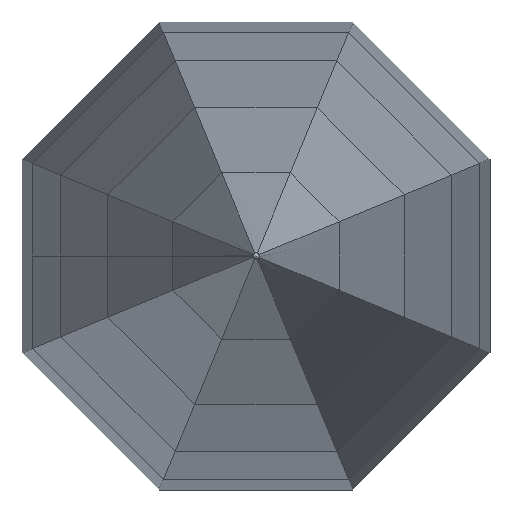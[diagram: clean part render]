
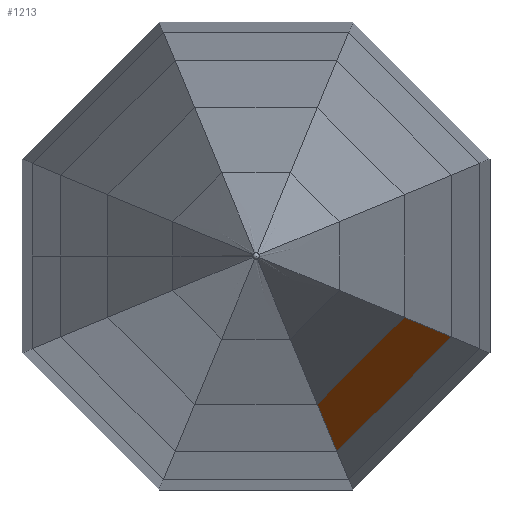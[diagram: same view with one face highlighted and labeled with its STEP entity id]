
A CAD part, left-side view. The second image highlights one B-rep face of the part: STEP entity #1213.
In plain terms, the highlighted free-form (B-spline) face has degree [1, 1] with [2, 2] control points.
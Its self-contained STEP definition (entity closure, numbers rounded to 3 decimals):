
#319 = B_SPLINE_SURFACE_WITH_KNOTS('',1,1,(
    (#320,#321)
    ,(#322,#323
    )),.UNSPECIFIED.,.F.,.F.,.F.,(2,2),(2,2),(0.,169.36),(0.,1.
    ),.PIECEWISE_BEZIER_KNOTS.);
#320 = CARTESIAN_POINT('',(1194.8,-204.436,-84.68));
#321 = CARTESIAN_POINT('',(890.9,-178.383,-73.889));
#322 = CARTESIAN_POINT('',(1194.8,-84.68,-204.436));
#323 = CARTESIAN_POINT('',(890.9,-73.889,-178.383));
#751 = VERTEX_POINT('',#752);
#752 = CARTESIAN_POINT('',(890.9,-73.889,-178.383));
#772 = EDGE_CURVE('',#773,#751,#775,.T.);
#773 = VERTEX_POINT('',#774);
#774 = CARTESIAN_POINT('',(890.9,-178.383,-73.889));
#775 = SURFACE_CURVE('',#776,(#780,#786),.PCURVE_S1.);
#776 = LINE('',#777,#778);
#777 = CARTESIAN_POINT('',(890.9,-178.383,-73.889));
#778 = VECTOR('',#779,1.);
#779 = DIRECTION('',(0.,0.707,-0.707)
  );
#780 = PCURVE('',#319,#781);
#781 = DEFINITIONAL_REPRESENTATION('',(#782),#785);
#782 = B_SPLINE_CURVE_WITH_KNOTS('',1,(#783,#784),.UNSPECIFIED.,.F.,.F.,
  (2,2),(0.,147.777),.PIECEWISE_BEZIER_KNOTS.);
#783 = CARTESIAN_POINT('',(0.,1.));
#784 = CARTESIAN_POINT('',(169.36,1.));
#785 = ( GEOMETRIC_REPRESENTATION_CONTEXT(2) 
PARAMETRIC_REPRESENTATION_CONTEXT() REPRESENTATION_CONTEXT('2D SPACE',''
  ) );
#786 = PCURVE('',#787,#792);
#787 = B_SPLINE_SURFACE_WITH_KNOTS('',1,1,(
    (#788,#789)
    ,(#790,#791
    )),.UNSPECIFIED.,.F.,.F.,.F.,(2,2),(2,2),(0.,147.777),(0.,1.)
  ,.PIECEWISE_BEZIER_KNOTS.);
#788 = CARTESIAN_POINT('',(890.9,-178.383,-73.889));
#789 = CARTESIAN_POINT('',(589.6,-135.293,-56.04));
#790 = CARTESIAN_POINT('',(890.9,-73.889,-178.383));
#791 = CARTESIAN_POINT('',(589.6,-56.04,-135.293));
#792 = DEFINITIONAL_REPRESENTATION('',(#793),#797);
#793 = LINE('',#794,#795);
#794 = CARTESIAN_POINT('',(0.,0.));
#795 = VECTOR('',#796,1.);
#796 = DIRECTION('',(1.,0.));
#797 = ( GEOMETRIC_REPRESENTATION_CONTEXT(2) 
PARAMETRIC_REPRESENTATION_CONTEXT() REPRESENTATION_CONTEXT('2D SPACE',''
  ) );
#858 = B_SPLINE_SURFACE_WITH_KNOTS('',1,1,(
    (#859,#860)
    ,(#861,#862
    )),.UNSPECIFIED.,.F.,.F.,.F.,(2,2),(2,2),(0.,147.777),(0.,1.)
  ,.PIECEWISE_BEZIER_KNOTS.);
#859 = CARTESIAN_POINT('',(890.9,-73.889,-178.383));
#860 = CARTESIAN_POINT('',(589.6,-56.04,-135.293));
#861 = CARTESIAN_POINT('',(890.9,73.889,-178.383));
#862 = CARTESIAN_POINT('',(589.6,56.04,-135.293));
#1201 = B_SPLINE_SURFACE_WITH_KNOTS('',1,1,(
    (#1202,#1203)
    ,(#1204,#1205
    )),.UNSPECIFIED.,.F.,.F.,.F.,(2,2),(2,2),(0.,147.777),(0.,1.)
  ,.PIECEWISE_BEZIER_KNOTS.);
#1202 = CARTESIAN_POINT('',(890.9,-178.383,73.889));
#1203 = CARTESIAN_POINT('',(589.6,-135.293,56.04));
#1204 = CARTESIAN_POINT('',(890.9,-178.383,-73.889));
#1205 = CARTESIAN_POINT('',(589.6,-135.293,-56.04));
#1213 = ADVANCED_FACE('',(#1214),#787,.F.);
#1214 = FACE_BOUND('',#1215,.F.);
#1215 = EDGE_LOOP('',(#1216,#1217,#1239,#1266));
#1216 = ORIENTED_EDGE('',*,*,#772,.T.);
#1217 = ORIENTED_EDGE('',*,*,#1218,.T.);
#1218 = EDGE_CURVE('',#751,#1219,#1221,.T.);
#1219 = VERTEX_POINT('',#1220);
#1220 = CARTESIAN_POINT('',(589.6,-56.04,-135.293));
#1221 = SURFACE_CURVE('',#1222,(#1225,#1232),.PCURVE_S1.);
#1222 = B_SPLINE_CURVE_WITH_KNOTS('',1,(#1223,#1224),.UNSPECIFIED.,.F.,
  .F.,(2,2),(0.,1.),.PIECEWISE_BEZIER_KNOTS.);
#1223 = CARTESIAN_POINT('',(890.9,-73.889,-178.383));
#1224 = CARTESIAN_POINT('',(589.6,-56.04,-135.293));
#1225 = PCURVE('',#787,#1226);
#1226 = DEFINITIONAL_REPRESENTATION('',(#1227),#1231);
#1227 = LINE('',#1228,#1229);
#1228 = CARTESIAN_POINT('',(147.777,0.));
#1229 = VECTOR('',#1230,1.);
#1230 = DIRECTION('',(0.,1.));
#1231 = ( GEOMETRIC_REPRESENTATION_CONTEXT(2) 
PARAMETRIC_REPRESENTATION_CONTEXT() REPRESENTATION_CONTEXT('2D SPACE',''
  ) );
#1232 = PCURVE('',#858,#1233);
#1233 = DEFINITIONAL_REPRESENTATION('',(#1234),#1238);
#1234 = LINE('',#1235,#1236);
#1235 = CARTESIAN_POINT('',(0.,0.));
#1236 = VECTOR('',#1237,1.);
#1237 = DIRECTION('',(0.,1.));
#1238 = ( GEOMETRIC_REPRESENTATION_CONTEXT(2) 
PARAMETRIC_REPRESENTATION_CONTEXT() REPRESENTATION_CONTEXT('2D SPACE',''
  ) );
#1239 = ORIENTED_EDGE('',*,*,#1240,.F.);
#1240 = EDGE_CURVE('',#1241,#1219,#1243,.T.);
#1241 = VERTEX_POINT('',#1242);
#1242 = CARTESIAN_POINT('',(589.6,-135.293,-56.04));
#1243 = SURFACE_CURVE('',#1244,(#1248,#1254),.PCURVE_S1.);
#1244 = LINE('',#1245,#1246);
#1245 = CARTESIAN_POINT('',(589.6,-135.293,-56.04));
#1246 = VECTOR('',#1247,1.);
#1247 = DIRECTION('',(0.,0.707,-0.707)
  );
#1248 = PCURVE('',#787,#1249);
#1249 = DEFINITIONAL_REPRESENTATION('',(#1250),#1253);
#1250 = B_SPLINE_CURVE_WITH_KNOTS('',1,(#1251,#1252),.UNSPECIFIED.,.F.,
  .F.,(2,2),(0.,112.08),.PIECEWISE_BEZIER_KNOTS.);
#1251 = CARTESIAN_POINT('',(0.,1.));
#1252 = CARTESIAN_POINT('',(147.777,1.));
#1253 = ( GEOMETRIC_REPRESENTATION_CONTEXT(2) 
PARAMETRIC_REPRESENTATION_CONTEXT() REPRESENTATION_CONTEXT('2D SPACE',''
  ) );
#1254 = PCURVE('',#1255,#1260);
#1255 = B_SPLINE_SURFACE_WITH_KNOTS('',1,1,(
    (#1256,#1257)
    ,(#1258,#1259
    )),.UNSPECIFIED.,.F.,.F.,.F.,(2,2),(2,2),(0.,112.08),(0.,1.
    ),.PIECEWISE_BEZIER_KNOTS.);
#1256 = CARTESIAN_POINT('',(589.6,-135.293,-56.04));
#1257 = CARTESIAN_POINT('',(292.3,-75.906,-31.441));
#1258 = CARTESIAN_POINT('',(589.6,-56.04,-135.293));
#1259 = CARTESIAN_POINT('',(292.3,-31.441,-75.906));
#1260 = DEFINITIONAL_REPRESENTATION('',(#1261),#1265);
#1261 = LINE('',#1262,#1263);
#1262 = CARTESIAN_POINT('',(0.,0.));
#1263 = VECTOR('',#1264,1.);
#1264 = DIRECTION('',(1.,0.));
#1265 = ( GEOMETRIC_REPRESENTATION_CONTEXT(2) 
PARAMETRIC_REPRESENTATION_CONTEXT() REPRESENTATION_CONTEXT('2D SPACE',''
  ) );
#1266 = ORIENTED_EDGE('',*,*,#1267,.F.);
#1267 = EDGE_CURVE('',#773,#1241,#1268,.T.);
#1268 = SURFACE_CURVE('',#1269,(#1272,#1279),.PCURVE_S1.);
#1269 = B_SPLINE_CURVE_WITH_KNOTS('',1,(#1270,#1271),.UNSPECIFIED.,.F.,
  .F.,(2,2),(0.,1.),.PIECEWISE_BEZIER_KNOTS.);
#1270 = CARTESIAN_POINT('',(890.9,-178.383,-73.889));
#1271 = CARTESIAN_POINT('',(589.6,-135.293,-56.04));
#1272 = PCURVE('',#787,#1273);
#1273 = DEFINITIONAL_REPRESENTATION('',(#1274),#1278);
#1274 = LINE('',#1275,#1276);
#1275 = CARTESIAN_POINT('',(0.,0.));
#1276 = VECTOR('',#1277,1.);
#1277 = DIRECTION('',(0.,1.));
#1278 = ( GEOMETRIC_REPRESENTATION_CONTEXT(2) 
PARAMETRIC_REPRESENTATION_CONTEXT() REPRESENTATION_CONTEXT('2D SPACE',''
  ) );
#1279 = PCURVE('',#1201,#1280);
#1280 = DEFINITIONAL_REPRESENTATION('',(#1281),#1285);
#1281 = LINE('',#1282,#1283);
#1282 = CARTESIAN_POINT('',(147.777,0.));
#1283 = VECTOR('',#1284,1.);
#1284 = DIRECTION('',(0.,1.));
#1285 = ( GEOMETRIC_REPRESENTATION_CONTEXT(2) 
PARAMETRIC_REPRESENTATION_CONTEXT() REPRESENTATION_CONTEXT('2D SPACE',''
  ) );
